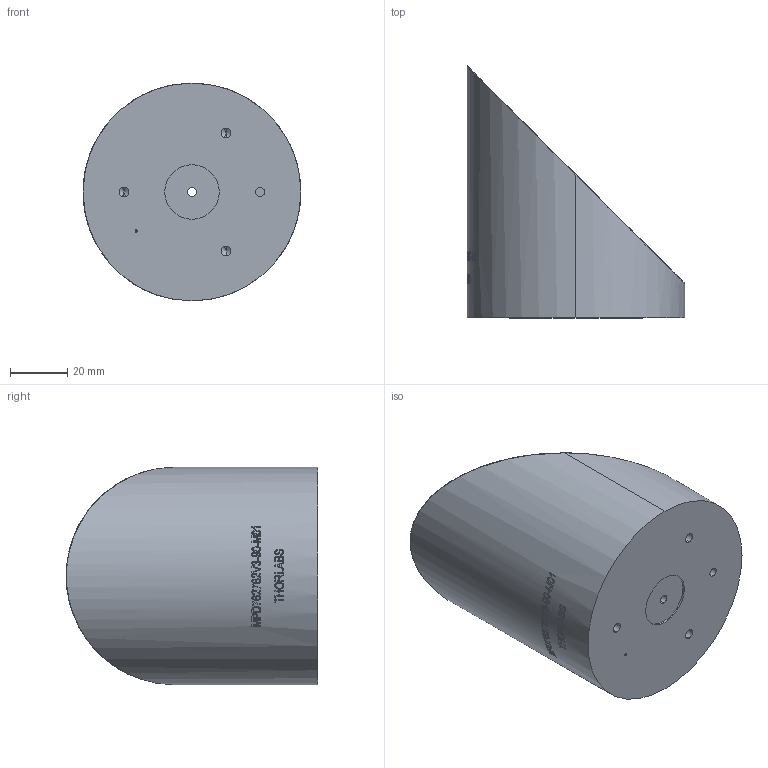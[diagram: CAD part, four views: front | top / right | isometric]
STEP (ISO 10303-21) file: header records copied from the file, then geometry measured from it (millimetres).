
FILE_DESCRIPTION (( 'STEP AP203' ), '1' );
FILE_NAME ('TTN028515-E0W.STEP', '2014-08-28T12:39:08', ( 'admin' ), ( '' ), 'SwSTEP 2.0', 'SolidWorks 2014', '' );
FILE_SCHEMA (( 'CONFIG_CONTROL_DESIGN' ));
Length unit declared in the file: inch
Products named in the file (1): TTN028515-E0W
Bounding box: 76.2 x 88.13 x 76.2 mm (x, y, z)
Volume: 216699.3 mm3; surface area: 23823 mm2
Topology: 1 solids, 1 shells, 67 faces, 373 edges, 343 vertices
Faces by surface type: cylinder 52, cone 8, bspline 4, plane 3
Entity records: 9219 total; most frequent: CARTESIAN_POINT 6367, ORIENTED_EDGE 730, DIRECTION 384, EDGE_CURVE 365, VERTEX_POINT 343, B_SPLINE_CURVE_WITH_KNOTS 203, AXIS2_PLACEMENT_3D 158, EDGE_LOOP 112
